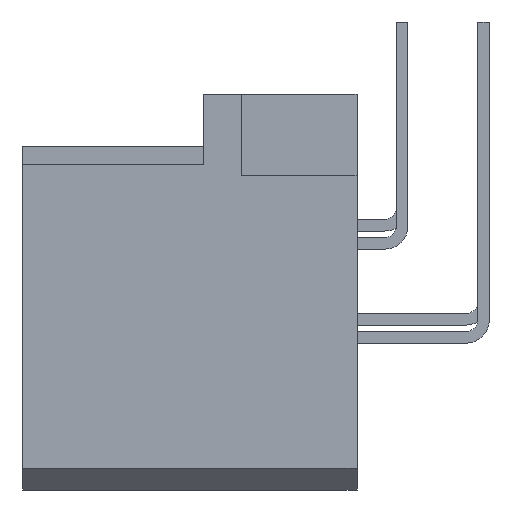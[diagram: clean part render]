
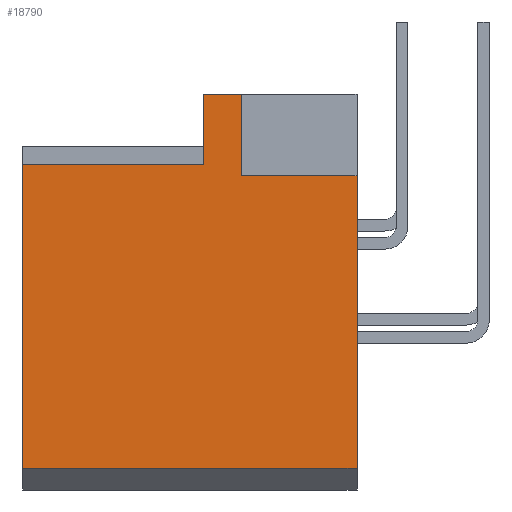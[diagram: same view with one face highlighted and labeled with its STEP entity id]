
A CAD part, left-side view. The second image highlights one B-rep face of the part: STEP entity #18790.
In plain terms, the highlighted planar face has unit normal (-1, 0, 0).
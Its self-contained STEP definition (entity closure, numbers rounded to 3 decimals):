
#688=DIRECTION('',(0.,0.,1.));
#689=VECTOR('',#688,16.2);
#690=CARTESIAN_POINT('',(-41.6,0.,-17.8));
#691=LINE('',#690,#689);
#3996=DIRECTION('',(0.,1.,0.));
#3997=VECTOR('',#3996,3.2);
#3998=CARTESIAN_POINT('',(-41.6,3.2,1.4));
#3999=LINE('',#3998,#3997);
#4198=DIRECTION('',(0.,-1.,0.));
#4199=VECTOR('',#4198,3.2);
#4200=CARTESIAN_POINT('',(-41.6,6.4,-0.1));
#4201=LINE('',#4200,#4199);
#4256=DIRECTION('',(0.,0.,1.));
#4257=VECTOR('',#4256,1.5);
#4258=CARTESIAN_POINT('',(-41.6,3.2,-1.6));
#4259=LINE('',#4258,#4257);
#4276=DIRECTION('',(0.,0.,-1.));
#4277=VECTOR('',#4276,1.5);
#4278=CARTESIAN_POINT('',(-41.6,6.4,1.4));
#4279=LINE('',#4278,#4277);
#4280=DIRECTION('',(0.,1.,0.));
#4281=VECTOR('',#4280,3.2);
#4282=CARTESIAN_POINT('',(-41.6,0.,-1.6));
#4283=LINE('',#4282,#4281);
#4284=DIRECTION('',(0.,1.,0.));
#4285=VECTOR('',#4284,18.5);
#4286=CARTESIAN_POINT('',(-41.6,0.,-17.8));
#4287=LINE('',#4286,#4285);
#4288=DIRECTION('',(0.,0.,-1.));
#4289=VECTOR('',#4288,3.9);
#4290=CARTESIAN_POINT('',(-41.6,8.5,2.9));
#4291=LINE('',#4290,#4289);
#4292=DIRECTION('',(0.,-1.,0.));
#4293=VECTOR('',#4292,5.3);
#4294=CARTESIAN_POINT('',(-41.6,8.5,2.9));
#4295=LINE('',#4294,#4293);
#4296=DIRECTION('',(0.,0.,-1.));
#4297=VECTOR('',#4296,1.5);
#4298=CARTESIAN_POINT('',(-41.6,3.2,2.9));
#4299=LINE('',#4298,#4297);
#4468=DIRECTION('',(0.,0.,1.));
#4469=VECTOR('',#4468,16.8);
#4470=CARTESIAN_POINT('',(-41.6,18.5,-17.8));
#4471=LINE('',#4470,#4469);
#8504=DIRECTION('',(0.,1.,0.));
#8505=VECTOR('',#8504,10.);
#8506=CARTESIAN_POINT('',(-41.6,8.5,-1.));
#8507=LINE('',#8506,#8505);
#9780=CARTESIAN_POINT('',(-41.6,0.,-17.8));
#9781=VERTEX_POINT('',#9780);
#9785=CARTESIAN_POINT('',(-41.6,18.5,-17.8));
#9787=VERTEX_POINT('',#9785);
#9788=CARTESIAN_POINT('',(-41.6,18.5,-1.));
#9789=VERTEX_POINT('',#9788);
#9841=CARTESIAN_POINT('',(-41.6,8.5,2.9));
#9843=VERTEX_POINT('',#9841);
#9856=CARTESIAN_POINT('',(-41.6,8.5,-1.));
#9858=VERTEX_POINT('',#9856);
#9868=CARTESIAN_POINT('',(-41.6,0.,-1.6));
#9869=VERTEX_POINT('',#9868);
#9974=CARTESIAN_POINT('',(-41.6,3.2,2.9));
#9975=VERTEX_POINT('',#9974);
#9980=CARTESIAN_POINT('',(-41.6,6.4,1.4));
#9982=VERTEX_POINT('',#9980);
#10000=CARTESIAN_POINT('',(-41.6,3.2,-1.6));
#10002=VERTEX_POINT('',#10000);
#10016=CARTESIAN_POINT('',(-41.6,6.4,-0.1));
#10018=VERTEX_POINT('',#10016);
#10032=CARTESIAN_POINT('',(-41.6,3.2,1.4));
#10034=VERTEX_POINT('',#10032);
#10044=CARTESIAN_POINT('',(-41.6,3.2,-0.1));
#10046=VERTEX_POINT('',#10044);
#18767=CARTESIAN_POINT('',(-41.6,0.,-17.8));
#18768=DIRECTION('',(-1.,0.,0.));
#18769=DIRECTION('',(0.,0.,1.));
#18770=AXIS2_PLACEMENT_3D('',#18767,#18768,#18769);
#18771=PLANE('',#18770);
#18772=ORIENTED_EDGE('',*,*,#18445,.T.);
#18773=ORIENTED_EDGE('',*,*,#18754,.T.);
#18774=ORIENTED_EDGE('',*,*,#18657,.T.);
#18775=ORIENTED_EDGE('',*,*,#18725,.F.);
#18776=ORIENTED_EDGE('',*,*,#18693,.F.);
#18777=ORIENTED_EDGE('',*,*,#12935,.F.);
#18779=ORIENTED_EDGE('',*,*,#18778,.T.);
#18781=ORIENTED_EDGE('',*,*,#18780,.T.);
#18783=ORIENTED_EDGE('',*,*,#18782,.F.);
#18785=ORIENTED_EDGE('',*,*,#18784,.F.);
#18786=ORIENTED_EDGE('',*,*,#18572,.T.);
#18787=ORIENTED_EDGE('',*,*,#18729,.T.);
#18788=EDGE_LOOP('',(#18772,#18773,#18774,#18775,#18776,#18777,#18779,#18781,
#18783,#18785,#18786,#18787));
#18789=FACE_OUTER_BOUND('',#18788,.F.);
#18790=ADVANCED_FACE('',(#18789),#18771,.T.);
#12935=EDGE_CURVE('',#9781,#9869,#691,.T.);
#18445=EDGE_CURVE('',#10034,#9982,#3999,.T.);
#18572=EDGE_CURVE('',#9843,#9975,#4295,.T.);
#18657=EDGE_CURVE('',#10018,#10046,#4201,.T.);
#18693=EDGE_CURVE('',#9869,#10002,#4283,.T.);
#18725=EDGE_CURVE('',#10002,#10046,#4259,.T.);
#18729=EDGE_CURVE('',#9975,#10034,#4299,.T.);
#18754=EDGE_CURVE('',#9982,#10018,#4279,.T.);
#18778=EDGE_CURVE('',#9781,#9787,#4287,.T.);
#18780=EDGE_CURVE('',#9787,#9789,#4471,.T.);
#18782=EDGE_CURVE('',#9858,#9789,#8507,.T.);
#18784=EDGE_CURVE('',#9843,#9858,#4291,.T.);
